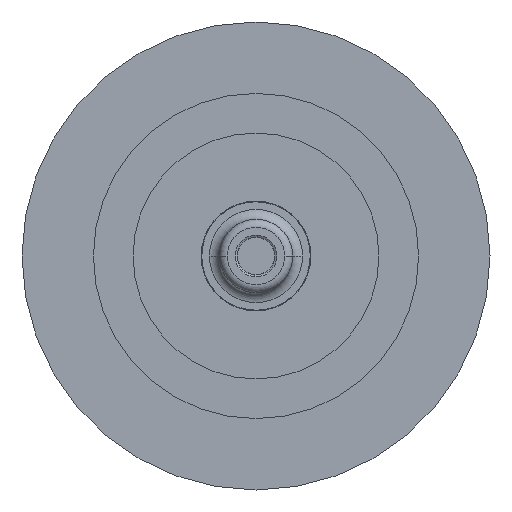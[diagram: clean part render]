
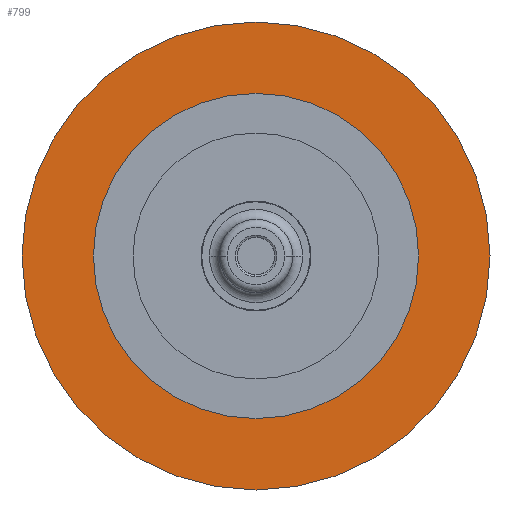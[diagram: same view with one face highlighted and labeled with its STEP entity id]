
A CAD part, front view. The second image highlights one B-rep face of the part: STEP entity #799.
In plain terms, the highlighted planar face has unit normal (0, -1, 0).
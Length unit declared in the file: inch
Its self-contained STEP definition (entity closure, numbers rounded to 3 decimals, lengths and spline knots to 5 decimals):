
#155 = EDGE_CURVE ( 'NONE', #1057, #1058, #1680, .T. ) ;
#169 = EDGE_CURVE ( 'NONE', #1070, #1071, #1647, .T. ) ;
#172 = EDGE_CURVE ( 'NONE', #1071, #1070, #1359, .T. ) ;
#180 = EDGE_CURVE ( 'NONE', #1058, #1057, #1420, .T. ) ;
#496 = CARTESIAN_POINT ( 'NONE',  ( 0., 0., -0.59 ) ) ;
#497 = CARTESIAN_POINT ( 'NONE',  ( 0., 0., 0.59 ) ) ;
#514 = CARTESIAN_POINT ( 'NONE',  ( 0., 0., 0.41 ) ) ;
#515 = CARTESIAN_POINT ( 'NONE',  ( 0., 0., -0.41 ) ) ;
#517 = DIRECTION ( 'NONE',  ( 0., 0., 1. ) ) ;
#521 = CARTESIAN_POINT ( 'NONE',  ( 0., 0., 0. ) ) ;
#525 = DIRECTION ( 'NONE',  ( 0., 1., 0. ) ) ;
#589 = DIRECTION ( 'NONE',  ( 0., 0., 1. ) ) ;
#604 = DIRECTION ( 'NONE',  ( 0., 1., 0. ) ) ;
#607 = CARTESIAN_POINT ( 'NONE',  ( 0., 0., 0. ) ) ;
#617 = DIRECTION ( 'NONE',  ( 0., 0., 1. ) ) ;
#620 = CARTESIAN_POINT ( 'NONE',  ( 0., 0., 0. ) ) ;
#623 = DIRECTION ( 'NONE',  ( 0., 1., 0. ) ) ;
#666 = DIRECTION ( 'NONE',  ( 0., 0., -1. ) ) ;
#667 = DIRECTION ( 'NONE',  ( 0., -1., 0. ) ) ;
#670 = PLANE ( 'NONE',  #1248 ) ;
#681 = CARTESIAN_POINT ( 'NONE',  ( -0.59, 0., 0. ) ) ;
#700 = DIRECTION ( 'NONE',  ( 0., 0., 1. ) ) ;
#708 = CARTESIAN_POINT ( 'NONE',  ( 0., 0., 0. ) ) ;
#712 = DIRECTION ( 'NONE',  ( 0., 1., 0. ) ) ;
#799 = ADVANCED_FACE ( 'NONE', ( #1479, #1432 ), #670, .T. ) ;
#840 = ORIENTED_EDGE ( 'NONE', *, *, #180, .T. ) ;
#841 = ORIENTED_EDGE ( 'NONE', *, *, #155, .T. ) ;
#842 = ORIENTED_EDGE ( 'NONE', *, *, #169, .F. ) ;
#843 = ORIENTED_EDGE ( 'NONE', *, *, #172, .F. ) ;
#1057 = VERTEX_POINT ( 'NONE', #515 ) ;
#1058 = VERTEX_POINT ( 'NONE', #514 ) ;
#1070 = VERTEX_POINT ( 'NONE', #497 ) ;
#1071 = VERTEX_POINT ( 'NONE', #496 ) ;
#1156 = AXIS2_PLACEMENT_3D ( 'NONE', #521, #525, #517 ) ;
#1209 = AXIS2_PLACEMENT_3D ( 'NONE', #620, #623, #617 ) ;
#1217 = AXIS2_PLACEMENT_3D ( 'NONE', #708, #712, #700 ) ;
#1229 = AXIS2_PLACEMENT_3D ( 'NONE', #607, #604, #589 ) ;
#1248 = AXIS2_PLACEMENT_3D ( 'NONE', #681, #667, #666 ) ;
#1359 = CIRCLE ( 'NONE', #1229, 0.59 ) ;
#1420 = CIRCLE ( 'NONE', #1156, 0.41 ) ;
#1432 = FACE_OUTER_BOUND ( 'NONE', #1562, .T. ) ;
#1479 = FACE_BOUND ( 'NONE', #1549, .T. ) ;
#1549 = EDGE_LOOP ( 'NONE', ( #840, #841 ) ) ;
#1562 = EDGE_LOOP ( 'NONE', ( #842, #843 ) ) ;
#1647 = CIRCLE ( 'NONE', #1209, 0.59 ) ;
#1680 = CIRCLE ( 'NONE', #1217, 0.41 ) ;
